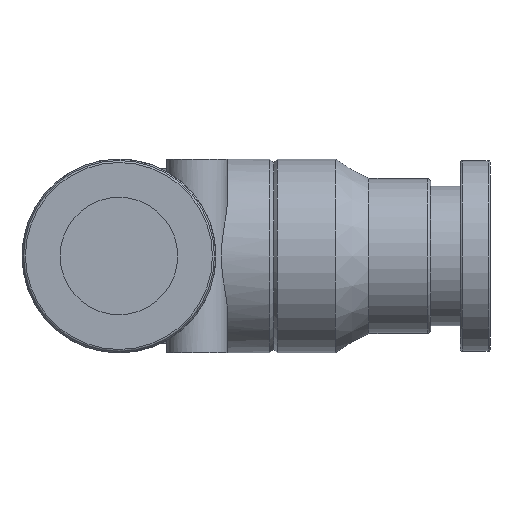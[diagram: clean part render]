
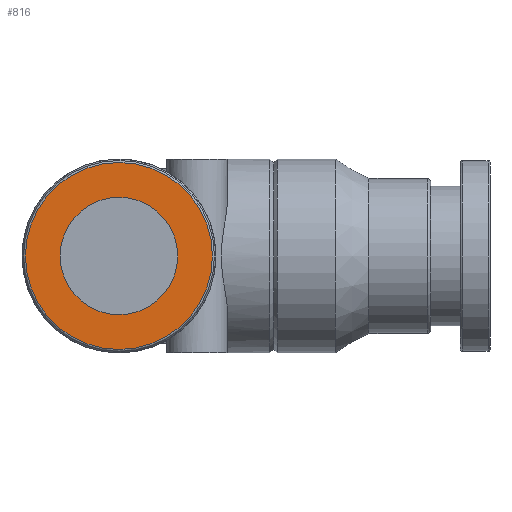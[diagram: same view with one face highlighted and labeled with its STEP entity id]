
A CAD part, left-side view. The second image highlights one B-rep face of the part: STEP entity #816.
In plain terms, the highlighted planar face has unit normal (-1, 0, 0).
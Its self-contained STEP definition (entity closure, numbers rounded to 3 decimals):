
#29=PLANE('',#915);
#77=CIRCLE('',#916,9.55);
#78=CIRCLE('',#917,6.);
#194=ORIENTED_EDGE('',*,*,#372,.F.);
#195=ORIENTED_EDGE('',*,*,#373,.T.);
#372=EDGE_CURVE('',#455,#455,#77,.T.);
#373=EDGE_CURVE('',#456,#456,#78,.T.);
#455=VERTEX_POINT('',#1504);
#456=VERTEX_POINT('',#1506);
#550=EDGE_LOOP('',(#194));
#551=EDGE_LOOP('',(#195));
#672=FACE_BOUND('',#550,.T.);
#673=FACE_BOUND('',#551,.T.);
#816=ADVANCED_FACE('',(#672,#673),#29,.F.);
#915=AXIS2_PLACEMENT_3D('',#1502,#1086,#1087);
#916=AXIS2_PLACEMENT_3D('',#1503,#1088,#1089);
#917=AXIS2_PLACEMENT_3D('',#1505,#1090,#1091);
#1086=DIRECTION('',(1.,0.,0.));
#1087=DIRECTION('',(0.,0.,-1.));
#1088=DIRECTION('',(1.,0.,0.));
#1089=DIRECTION('',(0.,0.,-1.));
#1090=DIRECTION('',(1.,0.,0.));
#1091=DIRECTION('',(0.,0.,-1.));
#1502=CARTESIAN_POINT('',(-37.9,0.,0.));
#1503=CARTESIAN_POINT('',(-37.9,0.,0.));
#1504=CARTESIAN_POINT('',(-37.9,0.,-9.55));
#1505=CARTESIAN_POINT('',(-37.9,0.,0.));
#1506=CARTESIAN_POINT('',(-37.9,0.,-6.));
